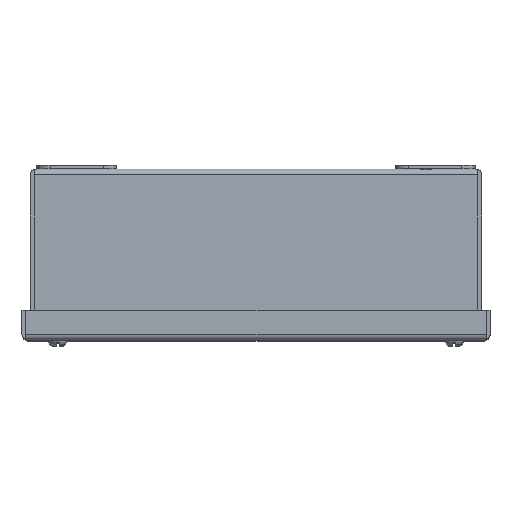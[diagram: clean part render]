
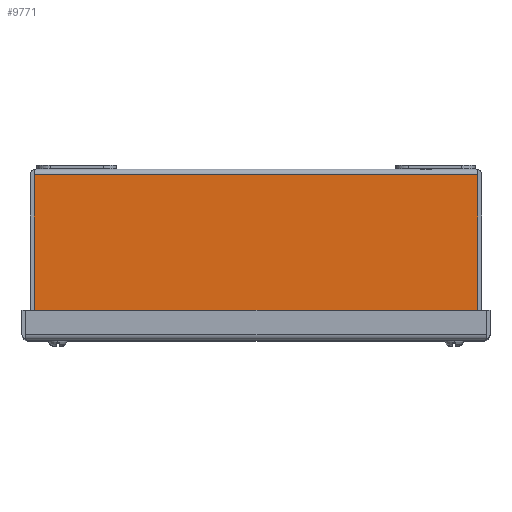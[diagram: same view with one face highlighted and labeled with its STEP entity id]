
A CAD part, top view. The second image highlights one B-rep face of the part: STEP entity #9771.
In plain terms, the highlighted planar face has unit normal (0, 0, 1).
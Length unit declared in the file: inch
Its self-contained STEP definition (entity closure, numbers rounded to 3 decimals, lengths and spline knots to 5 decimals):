
#1182 = VERTEX_POINT ( 'NONE', #17831 ) ;
#1647 = CARTESIAN_POINT ( 'NONE',  ( 29.156, 0., 4.75 ) ) ;
#2170 = CARTESIAN_POINT ( 'NONE',  ( 4.17721, 39.37008, 4.75 ) ) ;
#2459 = LINE ( 'NONE', #4481, #4471 ) ;
#2599 = CARTESIAN_POINT ( 'NONE',  ( -4.17721, -2.892, 4.75 ) ) ;
#2824 = CARTESIAN_POINT ( 'NONE',  ( 4.17721, -2.892, 4.75 ) ) ;
#3329 = VECTOR ( 'NONE', #20227, 39.37008 ) ;
#3921 = VERTEX_POINT ( 'NONE', #2599 ) ;
#4471 = VECTOR ( 'NONE', #15324, 39.37008 ) ;
#4481 = CARTESIAN_POINT ( 'NONE',  ( -4.142, -0.108, 4.75 ) ) ;
#4676 = CARTESIAN_POINT ( 'NONE',  ( -4.17721, -2.892, 4.75 ) ) ;
#4818 = VECTOR ( 'NONE', #17312, 39.37008 ) ;
#4962 = DIRECTION ( 'NONE',  ( 0., 0., -1. ) ) ;
#5170 = VERTEX_POINT ( 'NONE', #2824 ) ;
#6217 = VERTEX_POINT ( 'NONE', #17703 ) ;
#6461 = LINE ( 'NONE', #4676, #4818 ) ;
#6665 = LINE ( 'NONE', #21185, #16550 ) ;
#8118 = EDGE_CURVE ( 'NONE', #5170, #3921, #6461, .T. ) ;
#8264 = EDGE_CURVE ( 'NONE', #6217, #5170, #14792, .T. ) ;
#8738 = ORIENTED_EDGE ( 'NONE', *, *, #8118, .F. ) ;
#9643 = ORIENTED_EDGE ( 'NONE', *, *, #23057, .F. ) ;
#9771 = ADVANCED_FACE ( 'NONE', ( #12258 ), #13811, .F. ) ;
#10722 = DIRECTION ( 'NONE',  ( -1., 0., 0. ) ) ;
#12258 = FACE_OUTER_BOUND ( 'NONE', #13994, .T. ) ;
#13811 = PLANE ( 'NONE',  #15635 ) ;
#13994 = EDGE_LOOP ( 'NONE', ( #8738, #22741, #9643, #19079 ) ) ;
#14792 = LINE ( 'NONE', #2170, #3329 ) ;
#15324 = DIRECTION ( 'NONE',  ( 1., 0., 0. ) ) ;
#15635 = AXIS2_PLACEMENT_3D ( 'NONE', #1647, #4962, #10722 ) ;
#15863 = EDGE_CURVE ( 'NONE', #1182, #3921, #6665, .T. ) ;
#16550 = VECTOR ( 'NONE', #19390, 39.37008 ) ;
#17312 = DIRECTION ( 'NONE',  ( -1., 0., 0. ) ) ;
#17703 = CARTESIAN_POINT ( 'NONE',  ( 4.17721, -0.108, 4.75 ) ) ;
#17831 = CARTESIAN_POINT ( 'NONE',  ( -4.17721, -0.108, 4.75 ) ) ;
#19079 = ORIENTED_EDGE ( 'NONE', *, *, #15863, .T. ) ;
#19390 = DIRECTION ( 'NONE',  ( 0., -1., 0. ) ) ;
#20227 = DIRECTION ( 'NONE',  ( 0., -1., 0. ) ) ;
#21185 = CARTESIAN_POINT ( 'NONE',  ( -4.17721, 39.37008, 4.75 ) ) ;
#22741 = ORIENTED_EDGE ( 'NONE', *, *, #8264, .F. ) ;
#23057 = EDGE_CURVE ( 'NONE', #1182, #6217, #2459, .T. ) ;
